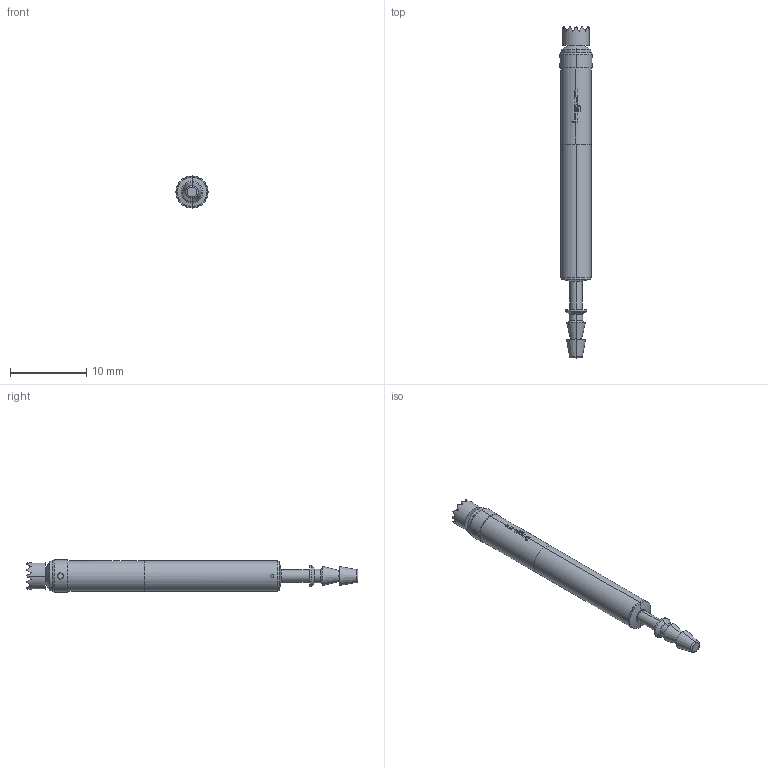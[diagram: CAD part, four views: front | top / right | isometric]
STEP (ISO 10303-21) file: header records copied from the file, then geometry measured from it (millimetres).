
FILE_DESCRIPTION (( 'STEP AP203' ), '1' );
FILE_NAME ('INGUN_PKS-420_206_350_A_xx02_2H.STEP', '2022-02-28T11:07:42', ( 'ochi' ), ( '' ), 'SwSTEP 2.0', 'SolidWorks 2018', '' );
FILE_SCHEMA (( 'CONFIG_CONTROL_DESIGN' ));
Length unit declared in the file: millimetre
Products named in the file (1): INGUN_PKS-420_206_350_A_xx02_2H
Bounding box: 4.2 x 43.5 x 4.2 mm (x, y, z)
Volume: 430.3 mm3; surface area: 523.3 mm2
Topology: 1 solids, 1 shells, 228 faces, 522 edges, 309 vertices
Faces by surface type: plane 137, cylinder 45, bspline 22, torus 12, cone 12
Entity records: 7374 total; most frequent: CARTESIAN_POINT 2813, ORIENTED_EDGE 1044, DIRECTION 738, EDGE_CURVE 522, VERTEX_POINT 309, AXIS2_PLACEMENT_3D 285, EDGE_LOOP 241, B_SPLINE_CURVE_WITH_KNOTS 230
